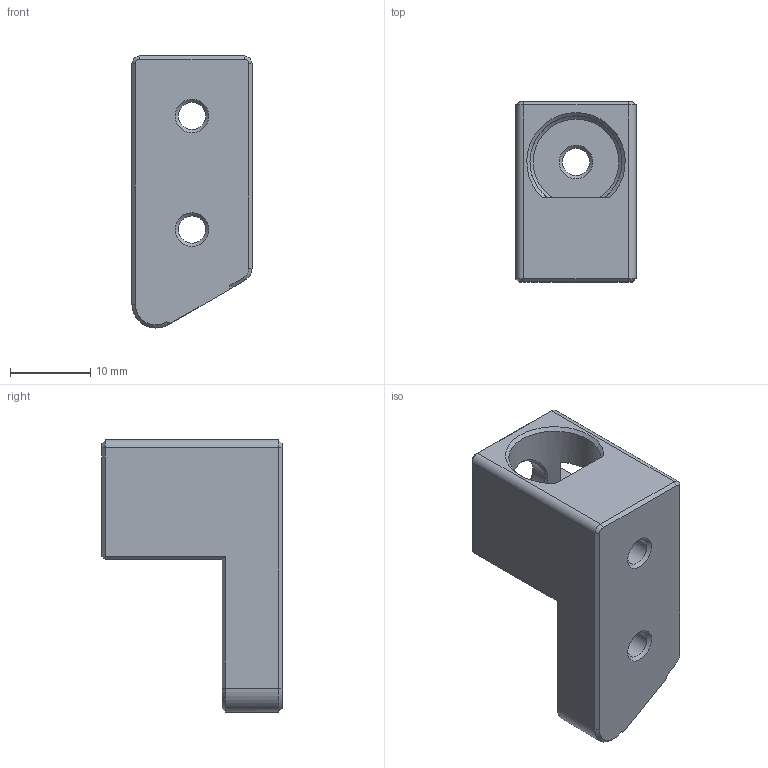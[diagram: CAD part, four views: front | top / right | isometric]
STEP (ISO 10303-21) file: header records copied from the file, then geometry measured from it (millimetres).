
FILE_DESCRIPTION(/* description */ (''),/* implementation_level */ '2;1');
FILE_NAME(/* name */ 'C - B Idler Upper v5.step',/* time_stamp */ '2023-08-05T10:55:05-08:00',/* author */ (''),/* organization */ (''),/* preprocessor_version */ 'ST-DEVELOPER v20',/* originating_system */ 'Autodesk Translation Framework v12.9.0.99',/* authorisation */ '');
FILE_SCHEMA (('AUTOMOTIVE_DESIGN { 1 0 10303 214 3 1 1 }'));
Length unit declared in the file: millimetre
Products named in the file (1): C - B Idler Upper
Bounding box: 15 x 22.5 x 34.01 mm (x, y, z)
Volume: 5054 mm3; surface area: 3078.2 mm2
Topology: 1 solids, 1 shells, 64 faces, 158 edges, 98 vertices
Faces by surface type: plane 30, cone 19, cylinder 11, bspline 4
Full cylindrical faces by diameter (mm): 3.4 x3, 6 x1, 6.5 x2, 11.5 x1
Entity records: 4617 total; most frequent: CARTESIAN_POINT 3053, ORIENTED_EDGE 316, DIRECTION 312, EDGE_CURVE 158, AXIS2_PLACEMENT_3D 110, VERTEX_POINT 98, LINE 92, VECTOR 92
